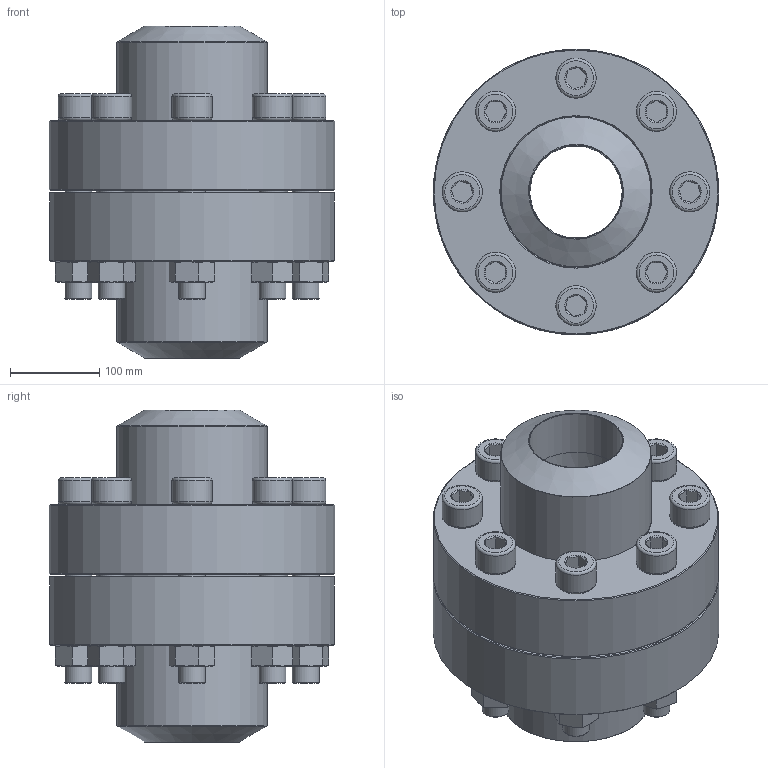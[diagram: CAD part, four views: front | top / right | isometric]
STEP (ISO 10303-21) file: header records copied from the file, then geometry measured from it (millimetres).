
FILE_DESCRIPTION(/* description */ (''),/* implementation_level */ '2;1');
FILE_NAME(/* name */ 'FK100-501.stp',/* time_stamp */ '2023-05-03T11:16:13+02:00',/* author */ (''),/* organization */ (''),/* preprocessor_version */ 'ST-DEVELOPER v16',/* originating_system */ 'SIEMENS PLM Software NX 10.0',/* authorisation */ '');
FILE_SCHEMA (('AUTOMOTIVE_DESIGN { 1 0 10303 214 3 1 1 1 }'));
Length unit declared in the file: millimetre
Products named in the file (7): X-Mutter; X-FK; X-O; X-FA; X-Schraube; X-FKV_rund; FK_rund
Assembly tree (21 placements, depth 2):
  FK_rund
    X-FKV_rund  x2
    X-Schraube  x8
    X-FA
    X-O
    X-FK
    X-Mutter  x8
Bounding box: 320 x 320 x 372 mm (x, y, z)
Volume: 14620765.5 mm3; surface area: 1293034.6 mm2
Topology: 21 solids, 21 shells, 465 faces, 932 edges, 529 vertices
Faces by surface type: cone 222, plane 158, cylinder 64, torus 21
Full cylindrical faces by diameter (mm): 25.403 x8, 30 x16, 31 x16, 45 x8, 104 x2, 104.3 x2, 116.8 x1, 132.178 x1, 168.3 x2, 168.8 x2, 215 x2, 216 x2, 320 x2
Entity records: 2923 total; most frequent: CARTESIAN_POINT 520, DIRECTION 506, ORIENTED_EDGE 310, AXIS2_PLACEMENT_3D 244, EDGE_LOOP 212, FACE_BOUND 181, EDGE_CURVE 155, VERTEX_POINT 126
